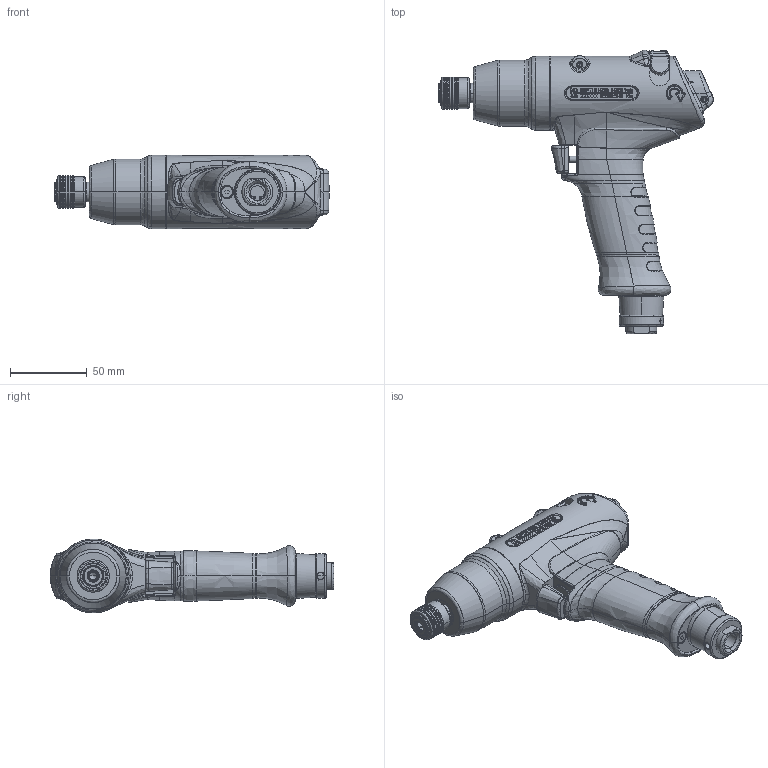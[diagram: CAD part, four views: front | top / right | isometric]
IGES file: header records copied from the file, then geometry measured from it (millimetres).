
Start section:  PTC IGES file: 35pthh40q.igs
Global section: file name: 35pthh40q.igs; native system: Pro/ENGINEER by Parametric Technology Corporation; preprocessor: 2008400; author: c584d; organization: Unknown; date: 20120515.072242; units: millimetre
Bounding box: 178.45 x 184.47 x 48 mm (x, y, z)
Surface area: 55397.7 mm2 (no closed solid volume)
Topology: 0 solids, 0 shells, 885 faces, 6335 edges, 6313 vertices
Faces by surface type: bspline 545, revolution 340
